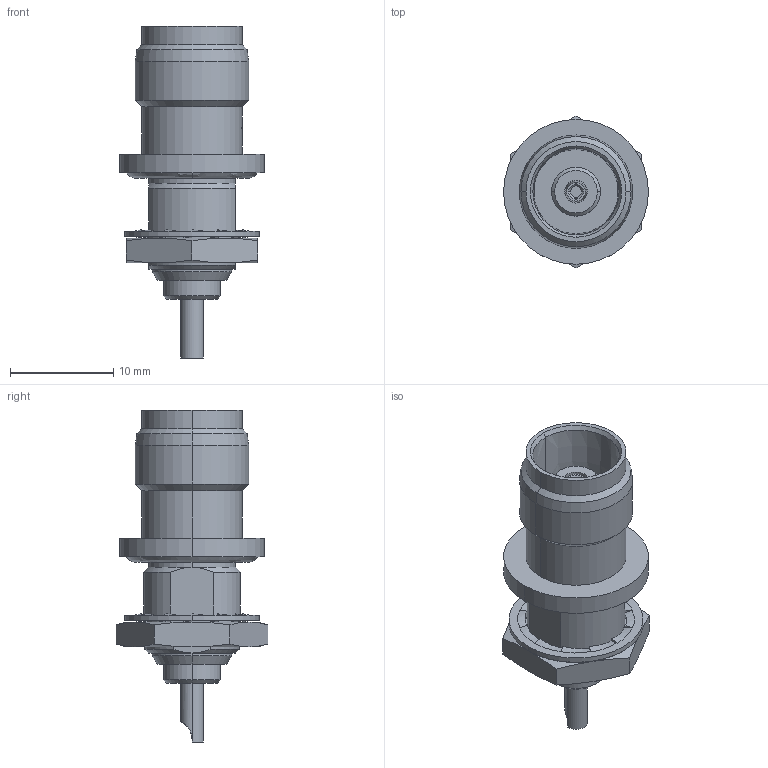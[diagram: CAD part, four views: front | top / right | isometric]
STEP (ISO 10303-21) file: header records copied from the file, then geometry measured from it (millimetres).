
FILE_DESCRIPTION (( 'STEP AP214' ), '1' );
FILE_NAME ('J01011A2614.STEP', '2013-04-22T14:58:29', ( 'Wartung1' ), ( '' ), 'SwSTEP 2.0', 'SolidWorks 2012', '' );
FILE_SCHEMA (( 'AUTOMOTIVE_DESIGN' ));
Length unit declared in the file: millimetre
Products named in the file (1): J01011A2614
Bounding box: 14 x 14.66 x 32.1 mm (x, y, z)
Volume: 1932.6 mm3; surface area: 2011.6 mm2
Topology: 3 solids, 3 shells, 249 faces, 617 edges, 381 vertices
Faces by surface type: plane 115, cylinder 50, cone 44, bspline 40
Entity records: 10653 total; most frequent: CARTESIAN_POINT 2366, ORIENTED_EDGE 1230, DIRECTION 1023, EDGE_CURVE 615, VERTEX_POINT 381, AXIS2_PLACEMENT_3D 348, LINE 327, VECTOR 327
